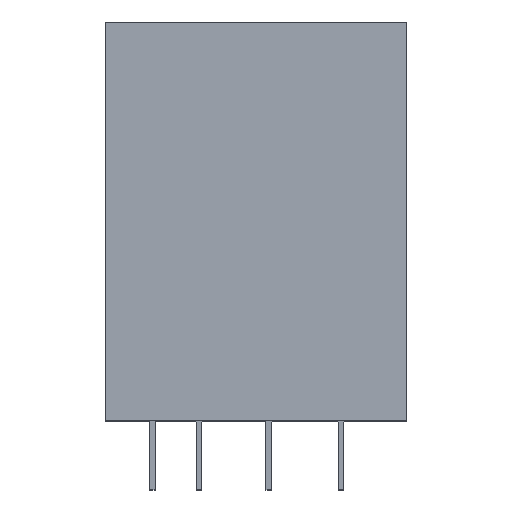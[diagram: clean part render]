
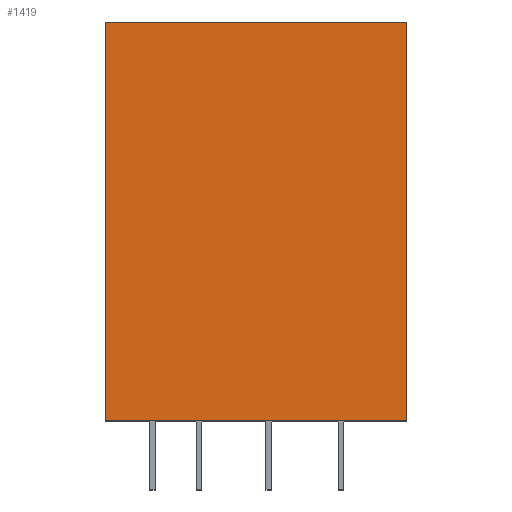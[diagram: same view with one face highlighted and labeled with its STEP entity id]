
A CAD part, top view. The second image highlights one B-rep face of the part: STEP entity #1419.
In plain terms, the highlighted planar face has unit normal (0, 0, 1).
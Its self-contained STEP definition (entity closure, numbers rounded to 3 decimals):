
#61 = LINE ( 'NONE', #393, #580 ) ;
#148 = CARTESIAN_POINT ( 'NONE',  ( 16.105, 15.479, 21. ) ) ;
#150 = VERTEX_POINT ( 'NONE', #158 ) ;
#151 = DIRECTION ( 'NONE',  ( 0., 1., 0. ) ) ;
#158 = CARTESIAN_POINT ( 'NONE',  ( 16.105, -20.521, 21. ) ) ;
#163 = DIRECTION ( 'NONE',  ( 0., -1., 0. ) ) ;
#168 = CARTESIAN_POINT ( 'NONE',  ( -11.095, -20.521, 21. ) ) ;
#270 = ORIENTED_EDGE ( 'NONE', *, *, #860, .T. ) ;
#271 = DIRECTION ( 'NONE',  ( 1., 0., 0. ) ) ;
#325 = CARTESIAN_POINT ( 'NONE',  ( -11.095, -20.521, 21. ) ) ;
#373 = EDGE_CURVE ( 'NONE', #1122, #150, #550, .T. ) ;
#380 = DIRECTION ( 'NONE',  ( -1., 0., 0. ) ) ;
#393 = CARTESIAN_POINT ( 'NONE',  ( -11.095, 15.479, 21. ) ) ;
#415 = VECTOR ( 'NONE', #151, 1000. ) ;
#470 = DIRECTION ( 'NONE',  ( 0., 0., 1. ) ) ;
#511 = CARTESIAN_POINT ( 'NONE',  ( 16.105, 15.479, 21. ) ) ;
#550 = LINE ( 'NONE', #168, #1337 ) ;
#552 = LINE ( 'NONE', #623, #1423 ) ;
#580 = VECTOR ( 'NONE', #163, 1000. ) ;
#600 = DIRECTION ( 'NONE',  ( 1., 0., 0. ) ) ;
#623 = CARTESIAN_POINT ( 'NONE',  ( -11.095, 15.479, 21. ) ) ;
#627 = FACE_OUTER_BOUND ( 'NONE', #780, .T. ) ;
#733 = AXIS2_PLACEMENT_3D ( 'NONE', #942, #470, #600 ) ;
#744 = CARTESIAN_POINT ( 'NONE',  ( -11.095, 15.479, 21. ) ) ;
#763 = EDGE_CURVE ( 'NONE', #973, #1017, #552, .T. ) ;
#780 = EDGE_LOOP ( 'NONE', ( #270, #815, #1355, #1209 ) ) ;
#815 = ORIENTED_EDGE ( 'NONE', *, *, #373, .T. ) ;
#846 = LINE ( 'NONE', #148, #415 ) ;
#860 = EDGE_CURVE ( 'NONE', #1017, #1122, #61, .T. ) ;
#942 = CARTESIAN_POINT ( 'NONE',  ( 0., 0., 21. ) ) ;
#973 = VERTEX_POINT ( 'NONE', #511 ) ;
#1017 = VERTEX_POINT ( 'NONE', #744 ) ;
#1122 = VERTEX_POINT ( 'NONE', #325 ) ;
#1209 = ORIENTED_EDGE ( 'NONE', *, *, #763, .T. ) ;
#1337 = VECTOR ( 'NONE', #271, 1000. ) ;
#1355 = ORIENTED_EDGE ( 'NONE', *, *, #1420, .T. ) ;
#1372 = PLANE ( 'NONE',  #733 ) ;
#1419 = ADVANCED_FACE ( 'NONE', ( #627 ), #1372, .T. ) ;
#1420 = EDGE_CURVE ( 'NONE', #150, #973, #846, .T. ) ;
#1423 = VECTOR ( 'NONE', #380, 1000. ) ;
